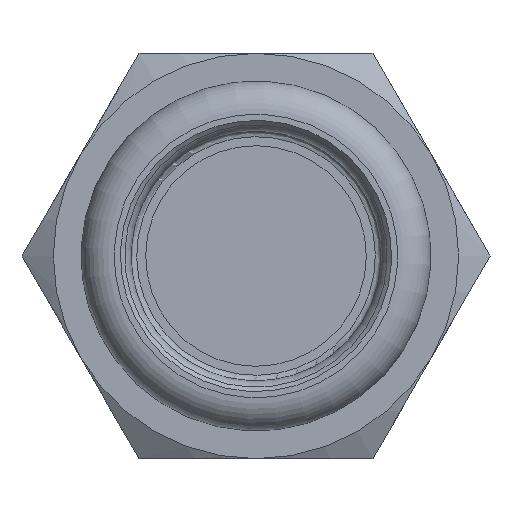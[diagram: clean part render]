
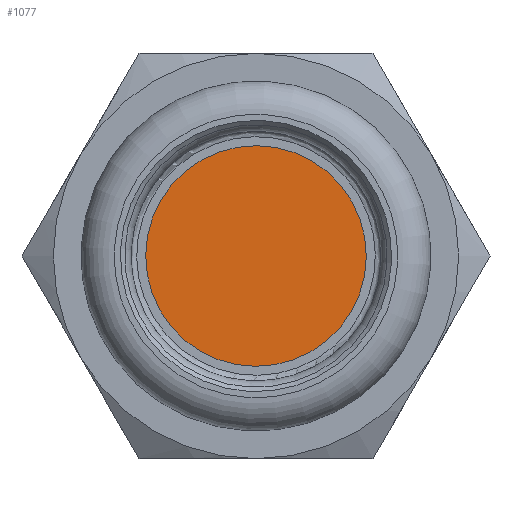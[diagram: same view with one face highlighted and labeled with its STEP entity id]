
A CAD part, left-side view. The second image highlights one B-rep face of the part: STEP entity #1077.
In plain terms, the highlighted planar face has unit normal (-1, 0, 0).
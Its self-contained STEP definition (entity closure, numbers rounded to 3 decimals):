
#117=FACE_OUTER_BOUND('',#185,.T.);
#185=EDGE_LOOP('',(#681));
#354=CIRCLE('',#1179,9.8);
#422=VERTEX_POINT('',#1640);
#523=EDGE_CURVE('',#422,#422,#354,.T.);
#681=ORIENTED_EDGE('',*,*,#523,.F.);
#987=PLANE('',#1178);
#1077=ADVANCED_FACE('',(#117),#987,.F.);
#1178=AXIS2_PLACEMENT_3D('',#1639,#1328,#1329);
#1179=AXIS2_PLACEMENT_3D('',#1641,#1330,#1331);
#1328=DIRECTION('center_axis',(1.,0.,0.));
#1329=DIRECTION('ref_axis',(0.,1.,0.));
#1330=DIRECTION('center_axis',(1.,0.,0.));
#1331=DIRECTION('ref_axis',(0.,-0.764,-0.645));
#1639=CARTESIAN_POINT('Origin',(21.9,14.05,0.));
#1640=CARTESIAN_POINT('',(21.9,7.49,6.32));
#1641=CARTESIAN_POINT('Origin',(21.9,0.,0.));
